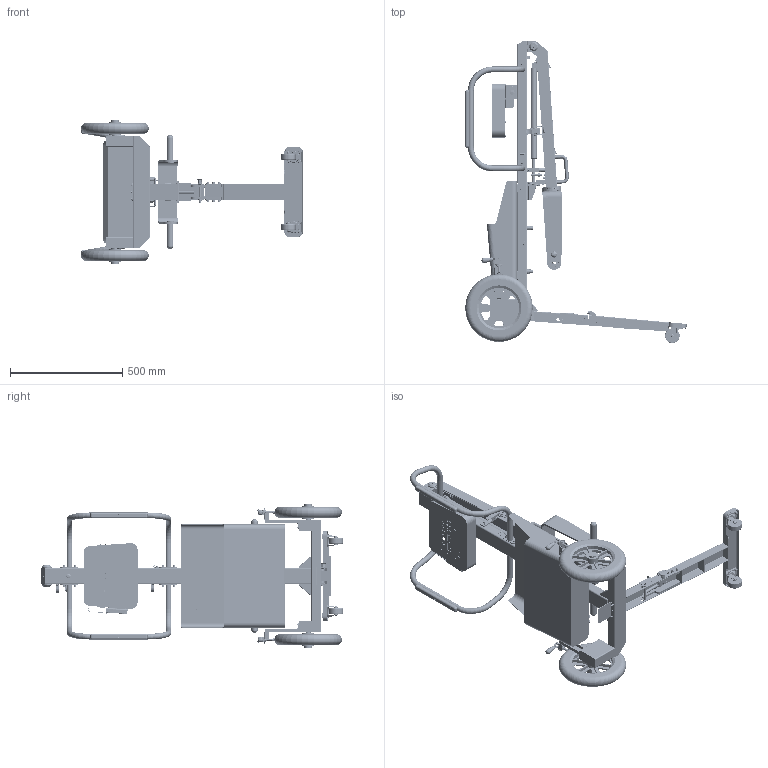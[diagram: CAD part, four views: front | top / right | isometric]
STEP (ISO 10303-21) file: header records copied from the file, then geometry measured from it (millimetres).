
FILE_DESCRIPTION(('FreeCAD Model'),'2;1');
FILE_NAME('Open CASCADE Shape Model','2025-04-29T06:39:05',('FreeCAD'),( 'FreeCAD'),'Open CASCADE STEP processor 7.6','FreeCAD','Unknown');
FILE_SCHEMA(('AUTOMOTIVE_DESIGN { 1 0 10303 214 1 1 1 1 }'));
Products named in the file (1): Open CASCADE STEP translator 7.6 1
Bounding box: 984.83 x 1343.45 x 640 mm (x, y, z)
Volume: 9922821.9 mm3; surface area: 4929287 mm2
Topology: 469 solids, 469 shells, 11825 faces, 27636 edges, 17315 vertices
Faces by surface type: plane 5176, cylinder 4118, cone 1421, torus 454, bspline 384, sphere 272
Entity records: 368849 total; most frequent: CARTESIAN_POINT 94412, DIRECTION 58890, ORIENTED_EDGE 54908, EDGE_CURVE 27454, AXIS2_PLACEMENT_3D 22176, VERTEX_POINT 17315, LINE 14538, VECTOR 14538
